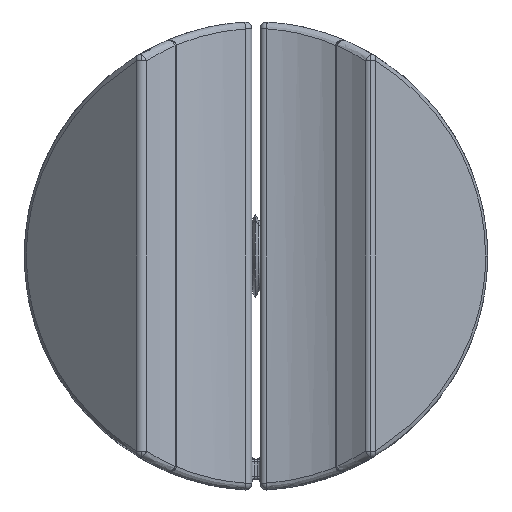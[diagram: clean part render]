
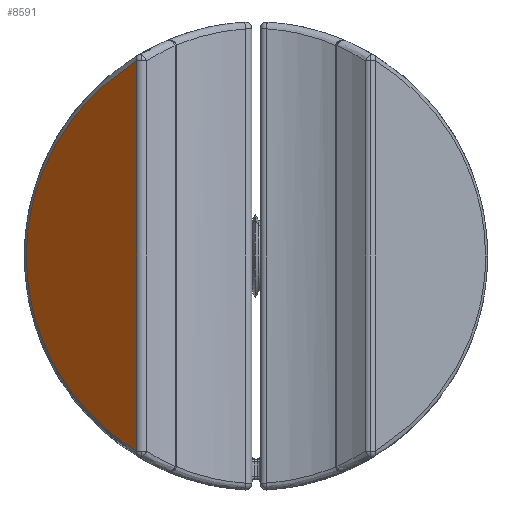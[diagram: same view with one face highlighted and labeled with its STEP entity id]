
A CAD part, front view. The second image highlights one B-rep face of the part: STEP entity #8591.
In plain terms, the highlighted face is planar.
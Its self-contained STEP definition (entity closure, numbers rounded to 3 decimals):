
#1257=CARTESIAN_POINT('',(-19.16,8.34,14.15));
#1290=DIRECTION('',(0.,0.,-1.));
#1291=VECTOR('',#1290,28.301);
#1292=CARTESIAN_POINT('',(-19.16,8.34,14.15));
#1293=LINE('',#1292,#1291);
#1334=CARTESIAN_POINT('',(-19.16,8.34,14.15));
#1335=CARTESIAN_POINT('',(-17.945,9.555,13.421));
#1336=CARTESIAN_POINT('',(-15.703,11.797,11.649));
#1337=CARTESIAN_POINT('',(-13.129,14.371,8.221));
#1338=CARTESIAN_POINT('',(-11.514,15.986,4.251));
#1339=CARTESIAN_POINT('',(-10.963,16.537,
0.));
#1340=CARTESIAN_POINT('',(-11.514,15.986,
-4.251));
#1341=CARTESIAN_POINT('',(-13.129,14.371,
-8.221));
#1342=CARTESIAN_POINT('',(-15.703,11.797,
-11.649));
#1343=CARTESIAN_POINT('',(-17.945,9.555,
-13.421));
#1344=CARTESIAN_POINT('',(-19.16,8.34,
-14.15));
#6195=VERTEX_POINT('',#1257);
#6383=CARTESIAN_POINT('',(-19.16,8.34,
-14.15));
#6384=VERTEX_POINT('',#6383);
#8582=CARTESIAN_POINT('',(-19.5,8.,-18.5));
#8583=DIRECTION('',(0.707,-0.707,0.));
#8584=DIRECTION('',(0.707,0.707,0.));
#8585=AXIS2_PLACEMENT_3D('',#8582,#8583,#8584);
#8586=PLANE('',#8585);
#8587=ORIENTED_EDGE('',*,*,#8534,.T.);
#8588=ORIENTED_EDGE('',*,*,#8489,.F.);
#8589=EDGE_LOOP('',(#8587,#8588));
#8590=FACE_OUTER_BOUND('',#8589,.F.);
#1345=B_SPLINE_CURVE_WITH_KNOTS('',3,(#1334,#1335,#1336,#1337,#1338,#1339,#1340,
#1341,#1342,#1343,#1344),.UNSPECIFIED.,.F.,.F.,(4,1,1,1,1,1,1,1,4),(0.,
0.125,0.25,0.375,0.5,0.625,0.75,0.875,1.),.UNSPECIFIED.);
#8489=EDGE_CURVE('',#6195,#6384,#1345,.T.);
#8534=EDGE_CURVE('',#6195,#6384,#1293,.T.);
#8591=ADVANCED_FACE('',(#8590),#8586,.F.);
